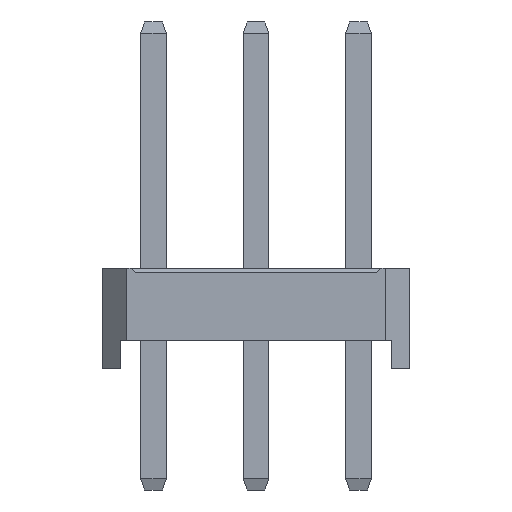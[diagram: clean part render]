
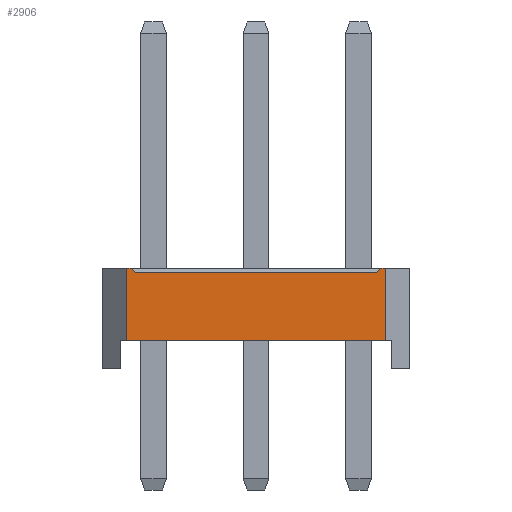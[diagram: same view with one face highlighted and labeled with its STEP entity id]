
A CAD part, left-side view. The second image highlights one B-rep face of the part: STEP entity #2906.
In plain terms, the highlighted planar face has unit normal (-1, 0, 0).
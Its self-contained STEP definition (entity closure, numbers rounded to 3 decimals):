
#2906=ADVANCED_FACE('',(#11223),#11225,.T.);
#11223=FACE_BOUND('',#11224,.T.);
#11224=EDGE_LOOP('',(#17647,#17648,#17649,#17650,#17651,#17652,#17653,#17654));
#11225=PLANE('',#11226);
#11226=AXIS2_PLACEMENT_3D('',#11227,#11228,#11229);
#11227=CARTESIAN_POINT('',(-1.27,5.75,0.));
#11228=DIRECTION('',(-1.,0.,0.));
#11229=DIRECTION('',(0.,-1.,0.));
#17647=ORIENTED_EDGE('',*,*,#21588,.F.);
#17648=ORIENTED_EDGE('',*,*,#21589,.T.);
#17649=ORIENTED_EDGE('',*,*,#21590,.F.);
#17650=ORIENTED_EDGE('',*,*,#20685,.F.);
#17651=ORIENTED_EDGE('',*,*,#21591,.F.);
#17652=ORIENTED_EDGE('',*,*,#20390,.T.);
#17653=ORIENTED_EDGE('',*,*,#21587,.T.);
#17654=ORIENTED_EDGE('',*,*,#20689,.F.);
#20390=EDGE_CURVE('',#22680,#22678,#22681,.T.);
#20685=EDGE_CURVE('',#23268,#23270,#23271,.T.);
#20689=EDGE_CURVE('',#23276,#23278,#23279,.T.);
#21587=EDGE_CURVE('',#22678,#23278,#24757,.T.);
#21588=EDGE_CURVE('',#24758,#23276,#24759,.F.);
#21589=EDGE_CURVE('',#24758,#24760,#24761,.T.);
#21590=EDGE_CURVE('',#23270,#24760,#24762,.F.);
#21591=EDGE_CURVE('',#22680,#23268,#24763,.T.);
#22678=VERTEX_POINT('',#26380);
#22680=VERTEX_POINT('',#26384);
#22681=LINE('',#26385,#26386);
#23268=VERTEX_POINT('',#27560);
#23270=VERTEX_POINT('',#27564);
#23271=LINE('',#27565,#27566);
#23276=VERTEX_POINT('',#27576);
#23278=VERTEX_POINT('',#27580);
#23279=LINE('',#27581,#27582);
#24757=LINE('',#30855,#30856);
#24758=VERTEX_POINT('',#30858);
#24759=LINE('',#30859,#30860);
#24760=VERTEX_POINT('',#30862);
#24761=LINE('',#30863,#30864);
#24762=LINE('',#30866,#30867);
#24763=LINE('',#30869,#30870);
#26380=CARTESIAN_POINT('',(-1.27,-0.67,0.7));
#26384=CARTESIAN_POINT('',(-1.27,5.75,0.7));
#26385=CARTESIAN_POINT('',(-1.27,5.75,0.7));
#26386=VECTOR('',#26387,1.);
#26387=DIRECTION('',(0.,-1.,0.));
#27560=CARTESIAN_POINT('',(-1.27,5.75,2.5));
#27564=CARTESIAN_POINT('',(-1.27,5.63,2.5));
#27565=CARTESIAN_POINT('',(-1.27,5.75,2.5));
#27566=VECTOR('',#27567,1.);
#27567=DIRECTION('',(0.,-1.,0.));
#27576=CARTESIAN_POINT('',(-1.27,-0.55,2.5));
#27580=CARTESIAN_POINT('',(-1.27,-0.67,2.5));
#27581=CARTESIAN_POINT('',(-1.27,-0.55,2.5));
#27582=VECTOR('',#27583,1.);
#27583=DIRECTION('',(0.,-1.,0.));
#30855=CARTESIAN_POINT('',(-1.27,-0.67,0.7));
#30856=VECTOR('',#30857,1.);
#30857=DIRECTION('',(0.,0.,1.));
#30858=CARTESIAN_POINT('',(-1.27,-0.45,2.4));
#30859=CARTESIAN_POINT('',(-1.27,-0.55,2.5));
#30860=VECTOR('',#30861,1.);
#30861=DIRECTION('',(0.,0.707,-0.707));
#30862=CARTESIAN_POINT('',(-1.27,5.53,2.4));
#30863=CARTESIAN_POINT('',(-1.27,-0.45,2.4));
#30864=VECTOR('',#30865,1.);
#30865=DIRECTION('',(0.,1.,0.));
#30866=CARTESIAN_POINT('',(-1.27,5.53,2.4));
#30867=VECTOR('',#30868,1.);
#30868=DIRECTION('',(0.,0.707,0.707));
#30869=CARTESIAN_POINT('',(-1.27,5.75,0.7));
#30870=VECTOR('',#30871,1.);
#30871=DIRECTION('',(0.,0.,1.));
